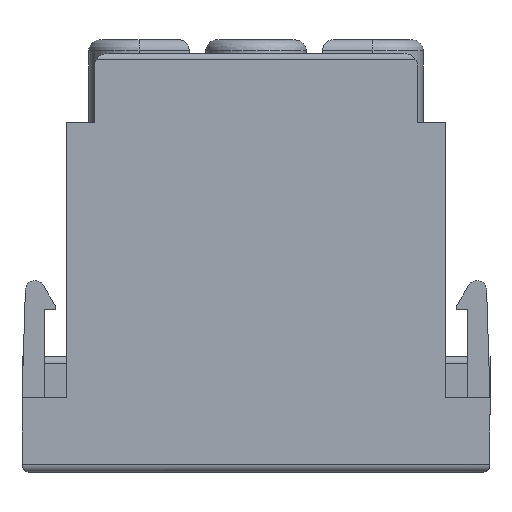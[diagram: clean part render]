
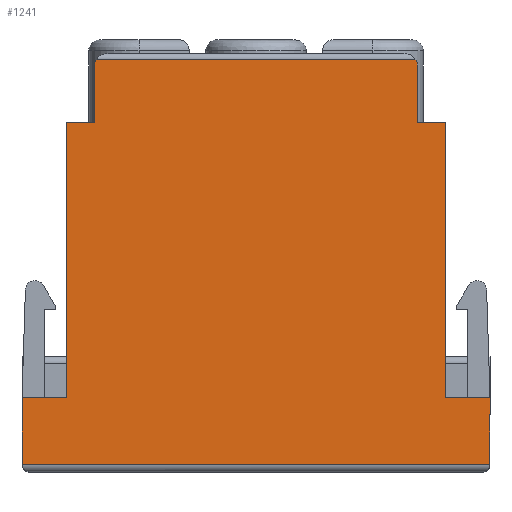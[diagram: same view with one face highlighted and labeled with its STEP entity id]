
A CAD part, top view. The second image highlights one B-rep face of the part: STEP entity #1241.
In plain terms, the highlighted planar face has unit normal (0, 0, 1).
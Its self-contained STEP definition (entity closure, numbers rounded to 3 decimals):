
#852=FACE_OUTER_BOUND('',#1455,.T.);
#875=LINE('',#2931,#1025);
#943=LINE('',#3289,#1093);
#944=LINE('',#3292,#1094);
#948=LINE('',#3337,#1098);
#951=LINE('',#3348,#1101);
#955=LINE('',#3355,#1105);
#976=LINE('',#3401,#1126);
#989=LINE('',#3427,#1139);
#990=LINE('',#3429,#1140);
#991=LINE('',#3431,#1141);
#992=LINE('',#3432,#1142);
#993=LINE('',#3433,#1143);
#1025=VECTOR('',#2499,1.);
#1093=VECTOR('',#2715,1.);
#1094=VECTOR('',#2720,1.);
#1098=VECTOR('',#2732,1.);
#1101=VECTOR('',#2743,1.);
#1105=VECTOR('',#2751,1.);
#1126=VECTOR('',#2794,1.);
#1139=VECTOR('',#2819,1.);
#1140=VECTOR('',#2822,1.);
#1141=VECTOR('',#2823,1.);
#1142=VECTOR('',#2824,1.);
#1143=VECTOR('',#2825,1.);
#1241=ADVANCED_FACE('',(#852),#1304,.T.);
#1304=PLANE('',#2444);
#1455=EDGE_LOOP('',(#1783,#1784,#1785,#1786,#1787,#1788,#1789,#1790,#1791,
#1792,#1793,#1794,#1795,#1796));
#1783=ORIENTED_EDGE('',*,*,#2236,.T.);
#1784=ORIENTED_EDGE('',*,*,#2235,.T.);
#1785=ORIENTED_EDGE('',*,*,#2221,.T.);
#1786=ORIENTED_EDGE('',*,*,#2075,.F.);
#1787=ORIENTED_EDGE('',*,*,#2237,.T.);
#1788=ORIENTED_EDGE('',*,*,#2198,.T.);
#1789=ORIENTED_EDGE('',*,*,#2181,.T.);
#1790=ORIENTED_EDGE('',*,*,#2189,.T.);
#1791=ORIENTED_EDGE('',*,*,#2192,.T.);
#1792=ORIENTED_EDGE('',*,*,#2194,.T.);
#1793=ORIENTED_EDGE('',*,*,#2238,.T.);
#1794=ORIENTED_EDGE('',*,*,#2179,.T.);
#1795=ORIENTED_EDGE('',*,*,#2178,.T.);
#1796=ORIENTED_EDGE('',*,*,#2239,.T.);
#1924=VERTEX_POINT('',#2925);
#1927=VERTEX_POINT('',#2930);
#2000=VERTEX_POINT('',#3283);
#2001=VERTEX_POINT('',#3288);
#2002=VERTEX_POINT('',#3293);
#2003=VERTEX_POINT('',#3297);
#2004=VERTEX_POINT('',#3298);
#2010=VERTEX_POINT('',#3336);
#2012=VERTEX_POINT('',#3342);
#2013=VERTEX_POINT('',#3346);
#2016=VERTEX_POINT('',#3356);
#2030=VERTEX_POINT('',#3402);
#2035=VERTEX_POINT('',#3424);
#2037=VERTEX_POINT('',#3430);
#2075=EDGE_CURVE('',#1927,#1924,#875,.T.);
#2178=EDGE_CURVE('',#2000,#2001,#943,.T.);
#2179=EDGE_CURVE('',#2002,#2000,#944,.T.);
#2181=EDGE_CURVE('',#2003,#2004,#2315,.T.);
#2189=EDGE_CURVE('',#2004,#2010,#948,.T.);
#2192=EDGE_CURVE('',#2010,#2012,#2318,.T.);
#2194=EDGE_CURVE('',#2012,#2013,#951,.T.);
#2198=EDGE_CURVE('',#2016,#2003,#955,.T.);
#2221=EDGE_CURVE('',#2030,#1924,#976,.T.);
#2235=EDGE_CURVE('',#2035,#2030,#989,.T.);
#2236=EDGE_CURVE('',#2037,#2035,#990,.T.);
#2237=EDGE_CURVE('',#1927,#2016,#991,.T.);
#2238=EDGE_CURVE('',#2013,#2002,#992,.T.);
#2239=EDGE_CURVE('',#2001,#2037,#993,.T.);
#2315=CIRCLE('',#2417,1.);
#2318=CIRCLE('',#2422,1.);
#2417=AXIS2_PLACEMENT_3D('',#3296,#2724,#2725);
#2422=AXIS2_PLACEMENT_3D('',#3343,#2738,#2739);
#2444=AXIS2_PLACEMENT_3D('',#3434,#2826,#2827);
#2499=DIRECTION('',(0.,-1.,0.));
#2715=DIRECTION('',(-1.,0.,0.));
#2720=DIRECTION('',(0.,-1.,0.));
#2724=DIRECTION('',(0.,0.,1.));
#2725=DIRECTION('',(1.,0.,0.));
#2732=DIRECTION('',(-1.,0.,0.));
#2738=DIRECTION('',(0.,0.,1.));
#2739=DIRECTION('',(-0.8,0.6,0.));
#2743=DIRECTION('',(0.,-1.,0.));
#2751=DIRECTION('',(0.,1.,0.));
#2794=DIRECTION('',(-1.,0.,0.));
#2819=DIRECTION('',(0.,1.,0.));
#2822=DIRECTION('',(1.,0.,0.));
#2823=DIRECTION('',(-1.,0.,0.));
#2824=DIRECTION('',(-1.,0.,0.));
#2825=DIRECTION('',(0.,-1.,0.));
#2826=DIRECTION('',(0.,0.,1.));
#2827=DIRECTION('',(0.,1.,0.));
#2925=CARTESIAN_POINT('',(4.443,-34.647,11.4));
#2930=CARTESIAN_POINT('',(4.443,-14.647,11.4));
#2931=CARTESIAN_POINT('',(4.443,-14.647,11.4));
#3283=CARTESIAN_POINT('',(-23.157,-34.647,11.4));
#3288=CARTESIAN_POINT('',(-26.357,-34.647,11.4));
#3289=CARTESIAN_POINT('',(-23.157,-34.647,11.4));
#3292=CARTESIAN_POINT('',(-23.157,-14.647,11.4));
#3293=CARTESIAN_POINT('',(-23.157,-14.647,11.4));
#3296=CARTESIAN_POINT('',(1.393,-10.647,11.4));
#3297=CARTESIAN_POINT('',(2.393,-10.647,11.4));
#3298=CARTESIAN_POINT('',(2.193,-10.047,11.4));
#3336=CARTESIAN_POINT('',(-20.907,-10.047,11.4));
#3337=CARTESIAN_POINT('',(2.193,-10.047,11.4));
#3342=CARTESIAN_POINT('',(-21.107,-10.647,11.4));
#3343=CARTESIAN_POINT('',(-20.107,-10.647,11.4));
#3346=CARTESIAN_POINT('',(-21.107,-14.647,11.4));
#3348=CARTESIAN_POINT('',(-21.107,-10.647,11.4));
#3355=CARTESIAN_POINT('',(2.393,-14.647,11.4));
#3356=CARTESIAN_POINT('',(2.393,-14.647,11.4));
#3401=CARTESIAN_POINT('',(7.643,-34.647,11.4));
#3402=CARTESIAN_POINT('',(7.643,-34.647,11.4));
#3424=CARTESIAN_POINT('',(7.643,-39.497,11.4));
#3427=CARTESIAN_POINT('',(7.643,-39.497,11.4));
#3429=CARTESIAN_POINT('',(-26.357,-39.497,11.4));
#3430=CARTESIAN_POINT('',(-26.357,-39.497,11.4));
#3431=CARTESIAN_POINT('',(4.443,-14.647,11.4));
#3432=CARTESIAN_POINT('',(-21.107,-14.647,11.4));
#3433=CARTESIAN_POINT('',(-26.357,-34.647,11.4));
#3434=CARTESIAN_POINT('',(7.943,-40.982,11.4));
